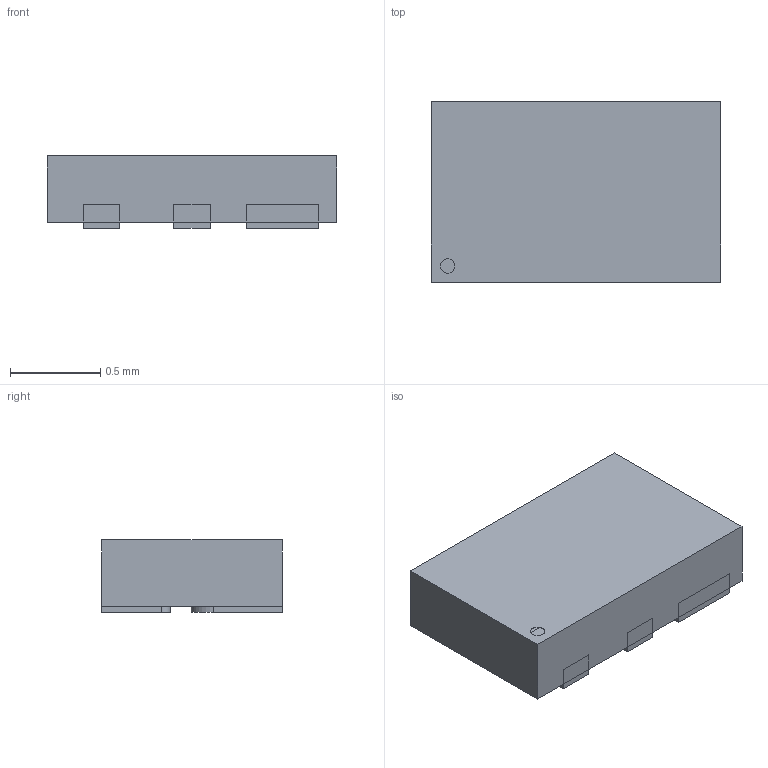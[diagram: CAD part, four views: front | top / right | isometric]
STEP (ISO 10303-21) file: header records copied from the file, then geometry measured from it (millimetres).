
FILE_DESCRIPTION(('FreeCAD Model'),'2;1');
FILE_NAME('Open CASCADE Shape Model','2024-12-13T01:28:44',(''),(''), 'Open CASCADE STEP processor 7.7','FreeCAD','Unknown');
FILE_SCHEMA(('AUTOMOTIVE_DESIGN { 1 0 10303 214 1 1 1 1 }'));
Length unit declared in the file: millimetre
Products named in the file (8): SLP1610P4; Body001; p005; P008; P010; P011; P007; P009
Assembly tree (7 placements, depth 2):
  SLP1610P4
    Body001
    p005
    P008
    P010
    P011
    P007
    P009
Bounding box: 1.6 x 1 x 0.4 mm (x, y, z)
Volume: 0.1 mm3; surface area: 7.4 mm2
Topology: 6 solids, 7 shells, 52 faces, 114 edges, 76 vertices
Faces by surface type: plane 43, cylinder 9
Entity records: 1613 total; most frequent: DIRECTION 252, CARTESIAN_POINT 250, ORIENTED_EDGE 226, EDGE_CURVE 114, LINE 96, VECTOR 96, AXIS2_PLACEMENT_3D 78, VERTEX_POINT 76
